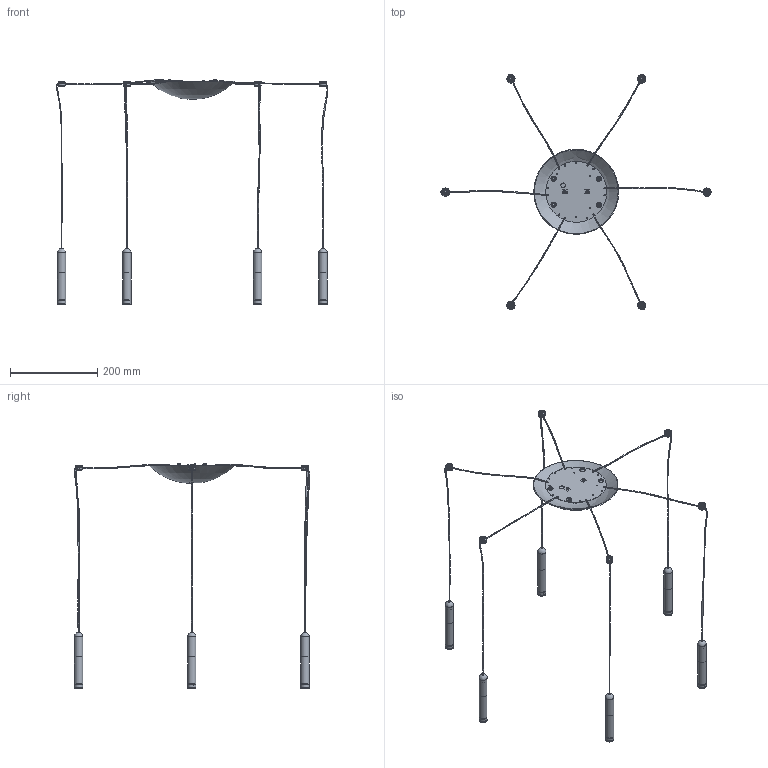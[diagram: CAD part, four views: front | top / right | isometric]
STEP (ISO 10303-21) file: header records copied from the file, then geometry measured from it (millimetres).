
FILE_DESCRIPTION(/* description */ ('Unknown'),/* implementation_level */ '2;1');
FILE_NAME(/* name */ '8644',/* time_stamp */ '2018-04-17T11:23:26+02:00',/* author */ ('Unknown'),/* organization */ ('Unknown'),/* preprocessor_version */ 'ST-DEVELOPER v16.7',/* originating_system */ 'DEX',/* authorisation */ $);
FILE_SCHEMA (('AUTOMOTIVE_DESIGN {1 0 10303 214 3 1 1}'));
Length unit declared in the file: millimetre
Products named in the file (22): 8644.3ds; 151001368710; 151001369710; 152000303064; 067000080351; 067000074351; 8644.3ds_2.329_1.208_Filo 16_oa_0; 155000479064; 155000376021; 8644.3ds_2.329_1.208_Filo 16_oa_1; 8644.3ds_2.329_1.208_Filo 16_oa_2; 8644.3ds_2.329_1.208_Filo 16_oa_3; 060000086356; 8644.3ds_2.329_1.208_Filo 16_oa_4; 8644.3ds_2.329_1.208_Filo 16_oa_5; 8644.3ds_2.329_1.208_Filo 16_oa_6; 8644.3ds_2.329_1.208_Filo 16_oa_7; 8644.3ds_2.329_1.208_Filo 16_oa_8; 8644.3ds_2.329_1.208_Filo 16_oa_9; 8644.3ds_2.329_1.208_Filo 16_oa_10; 210000085012; 8644.3ds_2.329_1.208_Filo 16_oa_11
Assembly tree (47 placements, depth 2):
  8644.3ds
    151001368710
    151001369710
    152000303064
    067000080351  x6
    067000074351  x6
    8644.3ds_2.329_1.208_Filo 16_oa_0
    155000479064  x6
    155000376021  x6
    8644.3ds_2.329_1.208_Filo 16_oa_1
    8644.3ds_2.329_1.208_Filo 16_oa_2
    8644.3ds_2.329_1.208_Filo 16_oa_3
    060000086356  x6
    8644.3ds_2.329_1.208_Filo 16_oa_4
    8644.3ds_2.329_1.208_Filo 16_oa_5
    8644.3ds_2.329_1.208_Filo 16_oa_6
    8644.3ds_2.329_1.208_Filo 16_oa_7
    8644.3ds_2.329_1.208_Filo 16_oa_8
    8644.3ds_2.329_1.208_Filo 16_oa_9
    8644.3ds_2.329_1.208_Filo 16_oa_10
    210000085012  x2
    8644.3ds_2.329_1.208_Filo 16_oa_11
Bounding box: 623.9 x 540.77 x 515.45 mm (x, y, z)
Volume: 218986.9 mm3; surface area: 225575.3 mm2
Topology: 47 solids, 47 shells, 490 faces, 1150 edges, 759 vertices
Faces by surface type: plane 209, cylinder 177, cone 54, torus 24, sphere 14, bspline 12
Full cylindrical faces by diameter (mm): 1.8 x12, 2.7 x19, 3 x2, 3.242 x1, 3.5 x8, 4 x1, 5 x10, 6 x2, 6.35 x6, 8 x6, 8.4 x6, 9 x6, 10 x6, 10.5 x1, 10.917 x6, 13 x6, 14.917 x12, 16 x18, 19 x6, 140 x1
Entity records: 7729 total; most frequent: CARTESIAN_POINT 2083, DIRECTION 990, ORIENTED_EDGE 656, AXIS2_PLACEMENT_3D 432, FACE_BOUND 369, EDGE_LOOP 367, EDGE_CURVE 328, VERTEX_POINT 267
